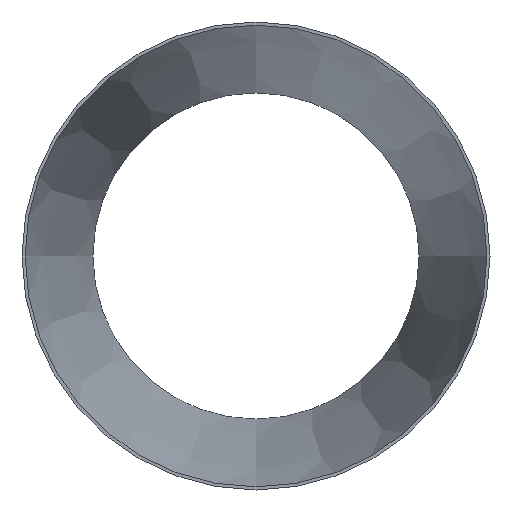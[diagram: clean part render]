
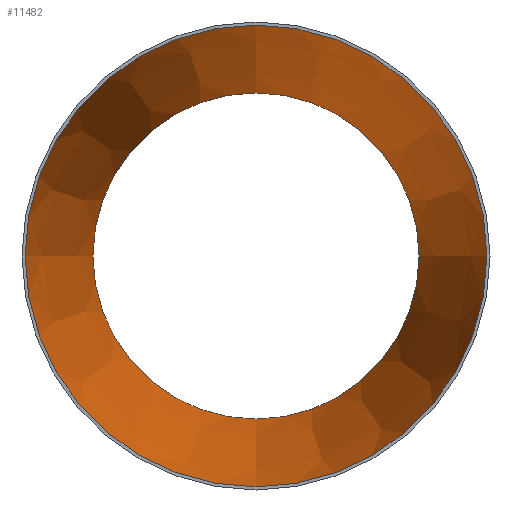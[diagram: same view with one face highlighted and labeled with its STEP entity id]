
A CAD part, front view. The second image highlights one B-rep face of the part: STEP entity #11482.
In plain terms, the highlighted conical face has half-angle 9.835 degrees and reference radius 224.955 mm.
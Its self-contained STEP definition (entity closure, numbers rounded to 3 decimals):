
#1205 = DIRECTION ( 'NONE',  ( 0., 0., -1. ) ) ;
#8520 = AXIS2_PLACEMENT_3D ( 'NONE', #45296, #31203, #1205 ) ;
#8993 = CARTESIAN_POINT ( 'NONE',  ( 0., 0., 0. ) ) ;
#9831 = EDGE_LOOP ( 'NONE', ( #11816 ) ) ;
#9845 = CARTESIAN_POINT ( 'NONE',  ( 0., 381., -158.905 ) ) ;
#11482 = ADVANCED_FACE ( 'NONE', ( #14849, #29154 ), #37380, .F. ) ;
#11816 = ORIENTED_EDGE ( 'NONE', *, *, #40431, .F. ) ;
#13406 = VERTEX_POINT ( 'NONE', #9845 ) ;
#14849 = FACE_BOUND ( 'NONE', #9831, .T. ) ;
#17147 = AXIS2_PLACEMENT_3D ( 'NONE', #28220, #43478, #36411 ) ;
#21702 = EDGE_CURVE ( 'NONE', #45569, #45569, #35139, .T. ) ;
#23337 = DIRECTION ( 'NONE',  ( 0., -1., 0. ) ) ;
#28177 = CARTESIAN_POINT ( 'NONE',  ( 0., 0., -224.955 ) ) ;
#28220 = CARTESIAN_POINT ( 'NONE',  ( 0., 0., 0. ) ) ;
#28797 = CIRCLE ( 'NONE', #8520, 158.905 ) ;
#29154 = FACE_OUTER_BOUND ( 'NONE', #40622, .T. ) ;
#31203 = DIRECTION ( 'NONE',  ( 0., -1., 0. ) ) ;
#33027 = AXIS2_PLACEMENT_3D ( 'NONE', #8993, #23337, #37663 ) ;
#34120 = ORIENTED_EDGE ( 'NONE', *, *, #21702, .T. ) ;
#35139 = CIRCLE ( 'NONE', #33027, 224.955 ) ;
#36411 = DIRECTION ( 'NONE',  ( 0., 0., -1. ) ) ;
#37380 = CONICAL_SURFACE ( 'NONE', #17147, 224.955, 0.172 ) ;
#37663 = DIRECTION ( 'NONE',  ( 0., 0., -1. ) ) ;
#40431 = EDGE_CURVE ( 'NONE', #13406, #13406, #28797, .T. ) ;
#40622 = EDGE_LOOP ( 'NONE', ( #34120 ) ) ;
#43478 = DIRECTION ( 'NONE',  ( 0., -1., 0. ) ) ;
#45296 = CARTESIAN_POINT ( 'NONE',  ( 0., 381., 0. ) ) ;
#45569 = VERTEX_POINT ( 'NONE', #28177 ) ;
